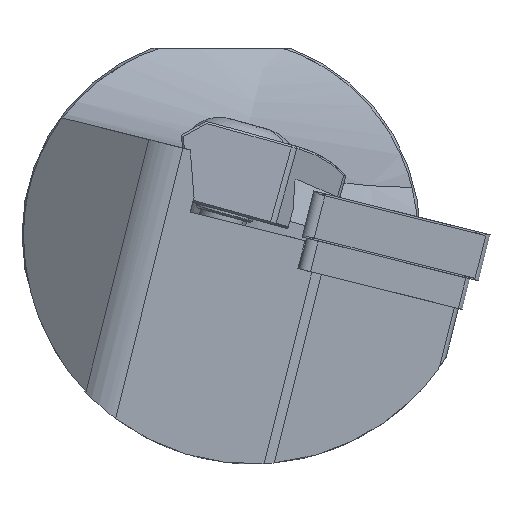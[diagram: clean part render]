
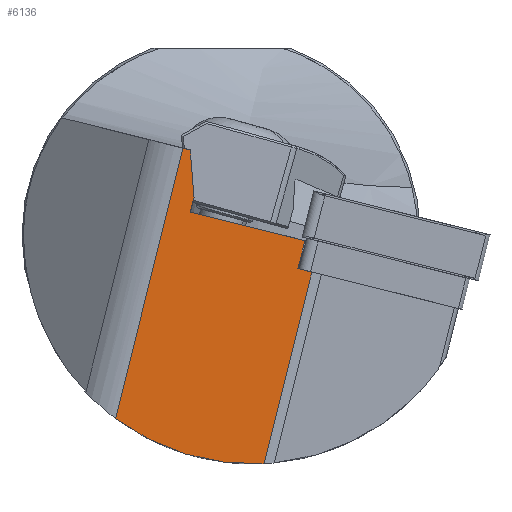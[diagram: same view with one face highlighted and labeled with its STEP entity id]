
A CAD part, left-side view. The second image highlights one B-rep face of the part: STEP entity #6136.
In plain terms, the highlighted planar face has unit normal (-1, 0, 0).
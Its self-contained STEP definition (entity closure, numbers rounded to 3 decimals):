
#28 = VERTEX_POINT ( 'NONE', #8272 ) ;
#196 = CARTESIAN_POINT ( 'NONE',  ( -223.147, -6.59, -0.576 ) ) ;
#231 = LINE ( 'NONE', #9523, #1701 ) ;
#311 = DIRECTION ( 'NONE',  ( 0., -0.242, 0.97 ) ) ;
#344 = CARTESIAN_POINT ( 'NONE',  ( -223.147, -7.981, -0.923 ) ) ;
#474 = EDGE_CURVE ( 'NONE', #6089, #641, #7283, .T. ) ;
#478 = DIRECTION ( 'NONE',  ( 0., 0., 1. ) ) ;
#566 = ORIENTED_EDGE ( 'NONE', *, *, #1291, .T. ) ;
#605 = CARTESIAN_POINT ( 'NONE',  ( -223.147, 4.924, 8.541 ) ) ;
#641 = VERTEX_POINT ( 'NONE', #4543 ) ;
#1015 = CARTESIAN_POINT ( 'NONE',  ( -223.147, -5.994, -3.395 ) ) ;
#1176 = CIRCLE ( 'NONE', #9110, 23. ) ;
#1291 = EDGE_CURVE ( 'NONE', #641, #7275, #2797, .T. ) ;
#1318 = CARTESIAN_POINT ( 'NONE',  ( -223.147, -7.285, -3.717 ) ) ;
#1701 = VECTOR ( 'NONE', #5608, 1000. ) ;
#1850 = CARTESIAN_POINT ( 'NONE',  ( -223.147, -1.329, 0. ) ) ;
#2154 = VECTOR ( 'NONE', #3705, 1000. ) ;
#2206 = DIRECTION ( 'NONE',  ( 0., 0.97, 0.242 ) ) ;
#2390 = AXIS2_PLACEMENT_3D ( 'NONE', #8236, #3581, #478 ) ;
#2648 = ORIENTED_EDGE ( 'NONE', *, *, #3657, .T. ) ;
#2797 = LINE ( 'NONE', #7810, #5121 ) ;
#2979 = EDGE_CURVE ( 'NONE', #5793, #7320, #9450, .T. ) ;
#3018 = LINE ( 'NONE', #1318, #8033 ) ;
#3199 = DIRECTION ( 'NONE',  ( 0., -0.242, 0.97 ) ) ;
#3229 = DIRECTION ( 'NONE',  ( 0., 0.97, 0.242 ) ) ;
#3332 = EDGE_CURVE ( 'NONE', #5793, #9403, #1176, .T. ) ;
#3581 = DIRECTION ( 'NONE',  ( 1., 0., 0. ) ) ;
#3657 = EDGE_CURVE ( 'NONE', #28, #5907, #4958, .T. ) ;
#3705 = DIRECTION ( 'NONE',  ( 0., 0.078, 0.997 ) ) ;
#3754 = EDGE_LOOP ( 'NONE', ( #7126, #2648, #5665, #7805, #5083, #4394, #9221, #7859, #566, #8217 ) ) ;
#4394 = ORIENTED_EDGE ( 'NONE', *, *, #9366, .T. ) ;
#4543 = CARTESIAN_POINT ( 'NONE',  ( -223.147, -5.893, -3.37 ) ) ;
#4742 = FACE_OUTER_BOUND ( 'NONE', #3754, .T. ) ;
#4908 = CARTESIAN_POINT ( 'NONE',  ( -223.147, 5.658, 8.723 ) ) ;
#4958 = LINE ( 'NONE', #6043, #2154 ) ;
#5083 = ORIENTED_EDGE ( 'NONE', *, *, #3332, .T. ) ;
#5101 = VECTOR ( 'NONE', #5994, 1000. ) ;
#5121 = VECTOR ( 'NONE', #3199, 1000. ) ;
#5250 = CARTESIAN_POINT ( 'NONE',  ( -223.147, 5.658, 8.723 ) ) ;
#5354 = B_SPLINE_CURVE_WITH_KNOTS ( 'NONE', 3,
 ( #605, #6858, #6028, #5250 ),
 .UNSPECIFIED., .F., .F.,
 ( 4, 4 ),
 ( 0.032, 0.032 ),
 .UNSPECIFIED. ) ;
#5547 = EDGE_CURVE ( 'NONE', #28, #9648, #231, .T. ) ;
#5608 = DIRECTION ( 'NONE',  ( 0., 0.242, -0.97 ) ) ;
#5665 = ORIENTED_EDGE ( 'NONE', *, *, #6191, .T. ) ;
#5793 = VERTEX_POINT ( 'NONE', #5976 ) ;
#5905 = DIRECTION ( 'NONE',  ( 0., -0.242, 0.97 ) ) ;
#5906 = CARTESIAN_POINT ( 'NONE',  ( -223.147, -2.484, -22.971 ) ) ;
#5907 = VERTEX_POINT ( 'NONE', #7123 ) ;
#5976 = CARTESIAN_POINT ( 'NONE',  ( -223.147, 12.428, -18.432 ) ) ;
#5994 = DIRECTION ( 'NONE',  ( 0., 0.97, 0.242 ) ) ;
#6028 = CARTESIAN_POINT ( 'NONE',  ( -223.147, 5.413, 8.662 ) ) ;
#6043 = CARTESIAN_POINT ( 'NONE',  ( -223.147, -31.318, -451.964 ) ) ;
#6089 = VERTEX_POINT ( 'NONE', #1015 ) ;
#6136 = ADVANCED_FACE ( 'NONE', ( #4742 ), #8966, .F. ) ;
#6184 = VECTOR ( 'NONE', #3229, 1000. ) ;
#6191 = EDGE_CURVE ( 'NONE', #5907, #7320, #5354, .T. ) ;
#6200 = EDGE_CURVE ( 'NONE', #7275, #9648, #9936, .T. ) ;
#6269 = EDGE_CURVE ( 'NONE', #9180, #6089, #3018, .T. ) ;
#6405 = CARTESIAN_POINT ( 'NONE',  ( -223.147, -7.285, -3.717 ) ) ;
#6479 = CARTESIAN_POINT ( 'NONE',  ( -223.147, -7.285, -3.717 ) ) ;
#6490 = DIRECTION ( 'NONE',  ( 0., 1., 0. ) ) ;
#6858 = CARTESIAN_POINT ( 'NONE',  ( -223.147, 5.169, 8.602 ) ) ;
#6961 = LINE ( 'NONE', #8969, #8893 ) ;
#7123 = CARTESIAN_POINT ( 'NONE',  ( -223.147, 4.924, 8.541 ) ) ;
#7126 = ORIENTED_EDGE ( 'NONE', *, *, #5547, .F. ) ;
#7275 = VERTEX_POINT ( 'NONE', #196 ) ;
#7283 = LINE ( 'NONE', #6405, #6184 ) ;
#7320 = VERTEX_POINT ( 'NONE', #4908 ) ;
#7766 = CARTESIAN_POINT ( 'NONE',  ( -223.147, 4.908, 2.291 ) ) ;
#7805 = ORIENTED_EDGE ( 'NONE', *, *, #2979, .F. ) ;
#7810 = CARTESIAN_POINT ( 'NONE',  ( -223.147, 108.585, -462.518 ) ) ;
#7859 = ORIENTED_EDGE ( 'NONE', *, *, #474, .T. ) ;
#8033 = VECTOR ( 'NONE', #2206, 1000. ) ;
#8194 = DIRECTION ( 'NONE',  ( -1., 0., 0. ) ) ;
#8217 = ORIENTED_EDGE ( 'NONE', *, *, #6200, .T. ) ;
#8236 = CARTESIAN_POINT ( 'NONE',  ( -223.147, 107.194, -462.865 ) ) ;
#8254 = VECTOR ( 'NONE', #5905, 1000. ) ;
#8272 = CARTESIAN_POINT ( 'NONE',  ( -223.147, 4.547, 3.741 ) ) ;
#8708 = CARTESIAN_POINT ( 'NONE',  ( -223.147, 122.299, -459.099 ) ) ;
#8893 = VECTOR ( 'NONE', #311, 1000. ) ;
#8966 = PLANE ( 'NONE',  #2390 ) ;
#8969 = CARTESIAN_POINT ( 'NONE',  ( -223.147, 107.194, -462.865 ) ) ;
#9110 = AXIS2_PLACEMENT_3D ( 'NONE', #1850, #8194, #6490 ) ;
#9180 = VERTEX_POINT ( 'NONE', #6479 ) ;
#9221 = ORIENTED_EDGE ( 'NONE', *, *, #6269, .T. ) ;
#9366 = EDGE_CURVE ( 'NONE', #9403, #9180, #6961, .T. ) ;
#9403 = VERTEX_POINT ( 'NONE', #5906 ) ;
#9450 = LINE ( 'NONE', #8708, #8254 ) ;
#9523 = CARTESIAN_POINT ( 'NONE',  ( -223.147, 120.083, -459.652 ) ) ;
#9648 = VERTEX_POINT ( 'NONE', #7766 ) ;
#9936 = LINE ( 'NONE', #344, #5101 ) ;
